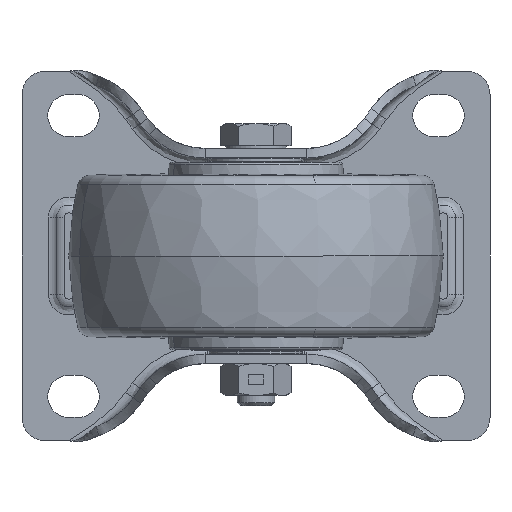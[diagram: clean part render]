
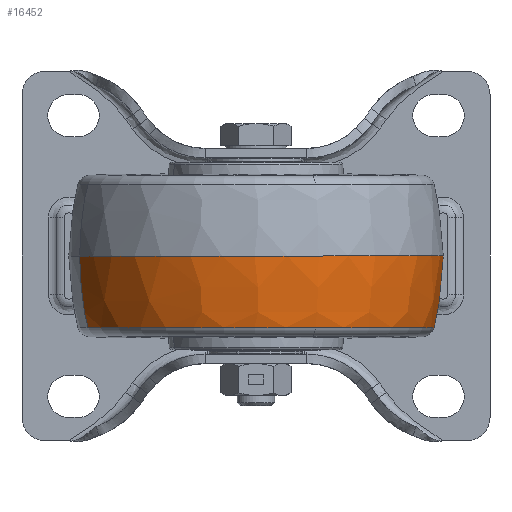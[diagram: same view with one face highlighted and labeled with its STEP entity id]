
A CAD part, front view. The second image highlights one B-rep face of the part: STEP entity #16452.
In plain terms, the highlighted free-form (B-spline) face has degree [3, 3] with [4, 4] control points.
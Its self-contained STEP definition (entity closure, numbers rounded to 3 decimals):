
#75 = CARTESIAN_POINT ( 'NONE',  ( 97.374, -47.266, -15.292 ) ) ;
#1557 = ORIENTED_EDGE ( 'NONE', *, *, #9910, .T. ) ;
#1562 = VERTEX_POINT ( 'NONE', #1574 ) ;
#1574 = CARTESIAN_POINT ( 'NONE',  ( 74.244, -95.864, -15.292 ) ) ;
#2120 = DIRECTION ( 'NONE',  ( 0.335, -0.942, 0. ) ) ;
#2325 = CARTESIAN_POINT ( 'NONE',  ( 24.683, -73.076, -12.426 ) ) ;
#2886 = ORIENTED_EDGE ( 'NONE', *, *, #40418, .T. ) ;
#3224 = CARTESIAN_POINT ( 'NONE',  ( 122.842, -118.993, -15.292 ) ) ;
#4752 = VERTEX_POINT ( 'NONE', #18901 ) ;
#4960 =( BOUNDED_CURVE ( )  B_SPLINE_CURVE ( 3, ( #22926, #2325, #15929, #40224 ),
 .UNSPECIFIED., .F., .F. ) 
 B_SPLINE_CURVE_WITH_KNOTS ( ( 4, 4 ),
 ( 0., 1. ),
 .UNSPECIFIED. ) 
 CURVE ( )  GEOMETRIC_REPRESENTATION_ITEM ( )  RATIONAL_B_SPLINE_CURVE ( ( 0.984, 0.808, 0.719, 0.72 ) ) 
 REPRESENTATION_ITEM ( '' )  );
#6583 = CARTESIAN_POINT ( 'NONE',  ( 125.737, -121.778, -6.975 ) ) ;
#6793 = CARTESIAN_POINT ( 'NONE',  ( 124.491, -120.579, -12.426 ) ) ;
#6987 = CIRCLE ( 'NONE', #13434, 40. ) ;
#9706 = DIRECTION ( 'NONE',  ( 0.335, -0.942, 0. ) ) ;
#9910 = EDGE_CURVE ( 'NONE', #4752, #41903, #6987, .T. ) ;
#9930 = CARTESIAN_POINT ( 'NONE',  ( 99.067, -46.665, -6.975 ) ) ;
#10984 = VERTEX_POINT ( 'NONE', #31639 ) ;
#12502 = CARTESIAN_POINT ( 'NONE',  ( 97.374, -47.266, -15.292 ) ) ;
#13035 = CARTESIAN_POINT ( 'NONE',  ( 99.205, -46.616, 0. ) ) ;
#13434 = AXIS2_PLACEMENT_3D ( 'NONE', #40485, #23661, #9706 ) ;
#13487 = CARTESIAN_POINT ( 'NONE',  ( 23.954, -73.335, -6.975 ) ) ;
#15929 = CARTESIAN_POINT ( 'NONE',  ( 23.954, -73.335, -6.975 ) ) ;
#16452 = ADVANCED_FACE ( 'NONE', ( #39815 ), #40985, .T. ) ;
#16827 = CARTESIAN_POINT ( 'NONE',  ( 24.683, -73.076, -12.426 ) ) ;
#17066 = CARTESIAN_POINT ( 'NONE',  ( 50.624, -148.448, -6.975 ) ) ;
#17692 = EDGE_LOOP ( 'NONE', ( #24698, #2886, #1557, #39766, #44337 ) ) ;
#17756 = AXIS2_PLACEMENT_3D ( 'NONE', #42954, #39591, #2120 ) ;
#18488 = CARTESIAN_POINT ( 'NONE',  ( 97.374, -47.266, -15.292 ) ) ;
#18901 = CARTESIAN_POINT ( 'NONE',  ( 99.205, -46.616, 0. ) ) ;
#20189 = CARTESIAN_POINT ( 'NONE',  ( 23.816, -73.384, 0. ) ) ;
#22062 = CIRCLE ( 'NONE', #17756, 38.057 ) ;
#22297 = EDGE_CURVE ( 'NONE', #1562, #10984, #22062, .T. ) ;
#22369 = CARTESIAN_POINT ( 'NONE',  ( 99.205, -46.616, 0. ) ) ;
#22926 = CARTESIAN_POINT ( 'NONE',  ( 25.647, -72.734, -15.292 ) ) ;
#23497 = CARTESIAN_POINT ( 'NONE',  ( 61.51, -60., -15.292 ) ) ;
#23641 = CARTESIAN_POINT ( 'NONE',  ( 125.973, -122.005, 0. ) ) ;
#23661 = DIRECTION ( 'NONE',  ( 0., 0., -1. ) ) ;
#24698 = ORIENTED_EDGE ( 'NONE', *, *, #28659, .F. ) ;
#27400 = CARTESIAN_POINT ( 'NONE',  ( 50.584, -148.773, 0. ) ) ;
#28659 = EDGE_CURVE ( 'NONE', #43432, #1562, #33054, .T. ) ;
#29795 = CARTESIAN_POINT ( 'NONE',  ( 99.067, -46.665, -6.975 ) ) ;
#30075 = CARTESIAN_POINT ( 'NONE',  ( 23.816, -73.384, 0. ) ) ;
#30587 = CARTESIAN_POINT ( 'NONE',  ( 25.647, -72.734, -15.292 ) ) ;
#30821 = CARTESIAN_POINT ( 'NONE',  ( 98.338, -46.924, -12.426 ) ) ;
#31639 = CARTESIAN_POINT ( 'NONE',  ( 25.647, -72.734, -15.292 ) ) ;
#33054 = CIRCLE ( 'NONE', #34543, 38.057 ) ;
#34543 = AXIS2_PLACEMENT_3D ( 'NONE', #23497, #40797, #37436 ) ;
#36331 = CARTESIAN_POINT ( 'NONE',  ( 98.338, -46.924, -12.426 ) ) ;
#37347 = CARTESIAN_POINT ( 'NONE',  ( 50.835, -146.731, -12.426 ) ) ;
#37436 = DIRECTION ( 'NONE',  ( 0.335, -0.942, 0. ) ) ;
#39591 = DIRECTION ( 'NONE',  ( 0., 0., -1. ) ) ;
#39766 = ORIENTED_EDGE ( 'NONE', *, *, #41603, .F. ) ;
#39815 = FACE_OUTER_BOUND ( 'NONE', #17692, .T. ) ;
#40224 = CARTESIAN_POINT ( 'NONE',  ( 23.816, -73.384, 0. ) ) ;
#40252 = CARTESIAN_POINT ( 'NONE',  ( 51.115, -144.461, -15.292 ) ) ;
#40418 = EDGE_CURVE ( 'NONE', #43432, #4752, #41648, .T. ) ;
#40485 = CARTESIAN_POINT ( 'NONE',  ( 61.51, -60., 0. ) ) ;
#40797 = DIRECTION ( 'NONE',  ( 0., 0., -1. ) ) ;
#40985 =( BOUNDED_SURFACE ( )  B_SPLINE_SURFACE ( 3, 3, ( 
 ( #75, #3224, #40252, #30587 ),
 ( #30821, #6793, #37347, #16827 ),
 ( #9930, #6583, #17066, #13487 ),
 ( #13035, #23641, #27400, #20189 ) ),
 .UNSPECIFIED., .F., .F., .T. ) 
 B_SPLINE_SURFACE_WITH_KNOTS ( ( 4, 4 ),
 ( 4, 4 ),
 ( 0., 1. ),
 ( 0., 1. ),
 .UNSPECIFIED. ) 
 GEOMETRIC_REPRESENTATION_ITEM ( )  RATIONAL_B_SPLINE_SURFACE ( (
 ( 0.984, 0.328, 0.328, 0.984),
 ( 0.808, 0.269, 0.269, 0.808),
 ( 0.719, 0.24, 0.24, 0.719),
 ( 0.72, 0.24, 0.24, 0.72) ) ) 
 REPRESENTATION_ITEM ( '' )  SURFACE ( )  );
#41603 = EDGE_CURVE ( 'NONE', #10984, #41903, #4960, .T. ) ;
#41648 =( BOUNDED_CURVE ( )  B_SPLINE_CURVE ( 3, ( #12502, #36331, #29795, #22369 ),
 .UNSPECIFIED., .F., .F. ) 
 B_SPLINE_CURVE_WITH_KNOTS ( ( 4, 4 ),
 ( 0., 1. ),
 .UNSPECIFIED. ) 
 CURVE ( )  GEOMETRIC_REPRESENTATION_ITEM ( )  RATIONAL_B_SPLINE_CURVE ( ( 0.984, 0.808, 0.719, 0.72 ) ) 
 REPRESENTATION_ITEM ( '' )  );
#41903 = VERTEX_POINT ( 'NONE', #30075 ) ;
#42954 = CARTESIAN_POINT ( 'NONE',  ( 61.51, -60., -15.292 ) ) ;
#43432 = VERTEX_POINT ( 'NONE', #18488 ) ;
#44337 = ORIENTED_EDGE ( 'NONE', *, *, #22297, .F. ) ;
